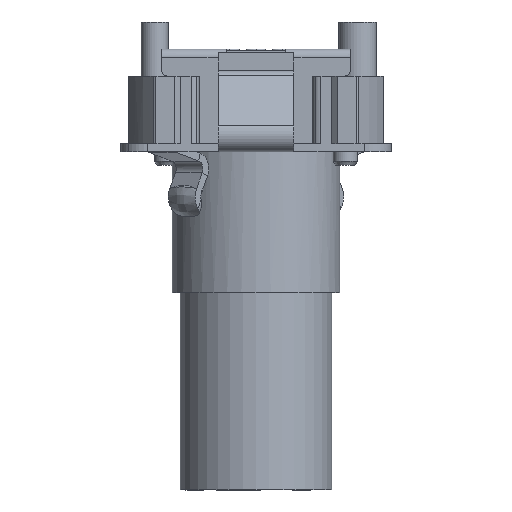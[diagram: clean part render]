
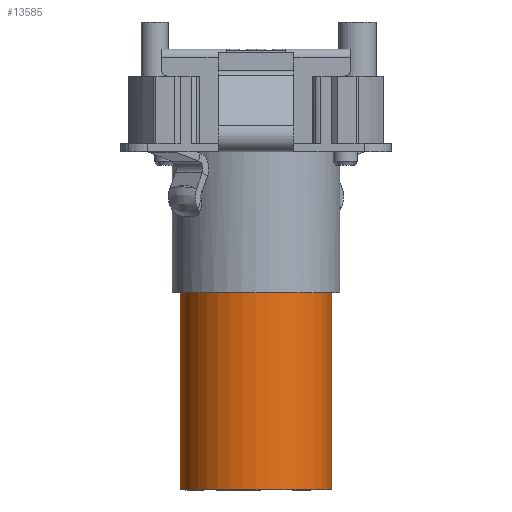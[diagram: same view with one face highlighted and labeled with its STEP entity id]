
A CAD part, front view. The second image highlights one B-rep face of the part: STEP entity #13585.
In plain terms, the highlighted cylindrical face has radius 2.8 mm (diameter 5.6 mm), a partial arc.
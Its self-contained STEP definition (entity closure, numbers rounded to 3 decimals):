
#12866=AXIS2_PLACEMENT_3D('Circle Axis2P3D',#12864,#12865,$) ;
#13529=AXIS2_PLACEMENT_3D('Circle Axis2P3D',#13527,#13528,$) ;
#13577=AXIS2_PLACEMENT_3D('Cylinder Axis2P3D',#13574,#13575,#13576) ;
#12861=CARTESIAN_POINT('Vertex',(7.8,6.046,0.)) ;
#12864=CARTESIAN_POINT('Axis2P3D Location',(5.,6.046,0.)) ;
#12868=CARTESIAN_POINT('Vertex',(2.2,6.046,0.)) ;
#13527=CARTESIAN_POINT('Axis2P3D Location',(5.,6.046,7.3)) ;
#13531=CARTESIAN_POINT('Vertex',(7.8,6.046,7.3)) ;
#13533=CARTESIAN_POINT('Vertex',(2.2,6.046,7.3)) ;
#13552=CARTESIAN_POINT('Line Origine',(2.2,6.046,7.5)) ;
#13557=CARTESIAN_POINT('Line Origine',(7.8,6.046,7.5)) ;
#13574=CARTESIAN_POINT('Axis2P3D Location',(5.,6.046,7.5)) ;
#12865=DIRECTION('Axis2P3D Direction',(0.,0.,1.)) ;
#13528=DIRECTION('Axis2P3D Direction',(0.,0.,-1.)) ;
#13553=DIRECTION('Vector Direction',(0.,0.,-1.)) ;
#13558=DIRECTION('Vector Direction',(0.,0.,-1.)) ;
#13575=DIRECTION('Axis2P3D Direction',(0.,0.,-1.)) ;
#13576=DIRECTION('Axis2P3D XDirection',(1.,0.,0.)) ;
#13554=VECTOR('Line Direction',#13553,1.) ;
#13559=VECTOR('Line Direction',#13558,1.) ;
#13580=ORIENTED_EDGE('',*,*,#13561,.F.) ;
#13581=ORIENTED_EDGE('',*,*,#13535,.T.) ;
#13582=ORIENTED_EDGE('',*,*,#13556,.F.) ;
#13583=ORIENTED_EDGE('',*,*,#12870,.T.) ;
#13585=ADVANCED_FACE('V1',(#13584),#13578,.T.) ;
#12867=CIRCLE('generated circle',#12866,2.8) ;
#13530=CIRCLE('generated circle',#13529,2.8) ;
#13578=CYLINDRICAL_SURFACE('generated cylinder',#13577,2.8) ;
#12870=EDGE_CURVE('',#12869,#12862,#12867,.T.) ;
#13535=EDGE_CURVE('',#13532,#13534,#13530,.T.) ;
#13556=EDGE_CURVE('',#12869,#13534,#13555,.F.) ;
#13561=EDGE_CURVE('',#13532,#12862,#13560,.T.) ;
#13579=EDGE_LOOP('',(#13580,#13581,#13582,#13583)) ;
#13584=FACE_OUTER_BOUND('',#13579,.T.) ;
#13555=LINE('Line',#13552,#13554) ;
#13560=LINE('Line',#13557,#13559) ;
#12862=VERTEX_POINT('',#12861) ;
#12869=VERTEX_POINT('',#12868) ;
#13532=VERTEX_POINT('',#13531) ;
#13534=VERTEX_POINT('',#13533) ;
